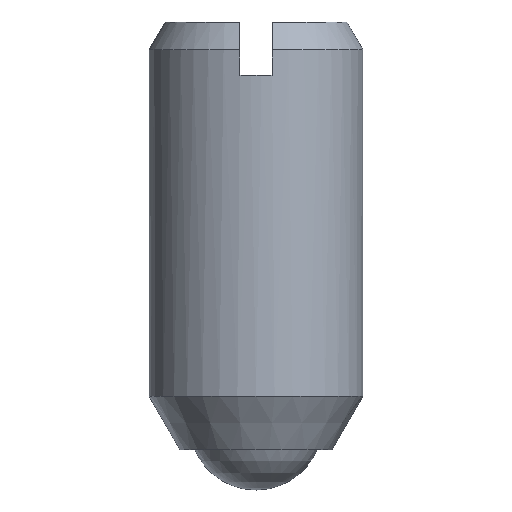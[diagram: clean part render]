
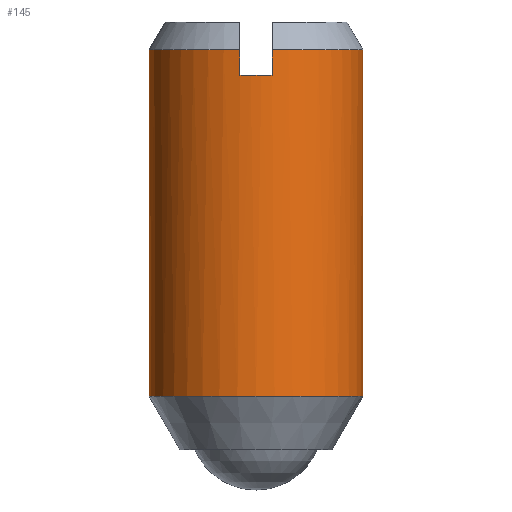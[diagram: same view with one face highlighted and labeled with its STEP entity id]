
A CAD part, front view. The second image highlights one B-rep face of the part: STEP entity #145.
In plain terms, the highlighted cylindrical face has radius 4 mm (diameter 8 mm), a partial arc.
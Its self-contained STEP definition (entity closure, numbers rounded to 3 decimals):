
#111=EDGE_CURVE('',#147,#127,#279,.T.);
#115=VERTEX_POINT('',#283);
#117=VERTEX_POINT('',#285);
#121=EDGE_CURVE('',#115,#117,#290,.T.);
#127=VERTEX_POINT('',#296);
#137=EDGE_CURVE('',#187,#147,#307,.T.);
#143=VERTEX_POINT('',#313);
#145=ADVANCED_FACE('',(#315),#316,.T.);
#147=VERTEX_POINT('',#318);
#157=VERTEX_POINT('',#330);
#165=EDGE_CURVE('',#143,#157,#339,.T.);
#169=EDGE_CURVE('',#187,#231,#344,.T.);
#187=VERTEX_POINT('',#363);
#195=EDGE_CURVE('',#143,#115,#371,.T.);
#213=EDGE_CURVE('',#231,#157,#390,.T.);
#231=VERTEX_POINT('',#412);
#241=EDGE_CURVE('',#127,#117,#424,.T.);
#279=CIRCLE('',#456,4.);
#283=CARTESIAN_POINT('',(-4.,0.,16.461));
#285=CARTESIAN_POINT('',(-0.6,-3.955,16.461));
#290=CIRCLE('',#468,4.);
#296=CARTESIAN_POINT('',(-0.6,-3.955,15.5));
#307=LINE('',#502,#503);
#313=CARTESIAN_POINT('',(-4.,0.,3.5));
#315=FACE_OUTER_BOUND('',#511,.T.);
#316=CYLINDRICAL_SURFACE('',#512,4.);
#318=CARTESIAN_POINT('',(0.6,-3.955,15.5));
#330=CARTESIAN_POINT('',(4.,0.,3.5));
#339=CIRCLE('',#539,4.);
#344=CIRCLE('',#545,4.);
#363=CARTESIAN_POINT('',(0.6,-3.955,16.461));
#371=LINE('',#589,#590);
#390=LINE('',#623,#624);
#412=CARTESIAN_POINT('',(4.,0.,16.461));
#424=LINE('',#673,#674);
#456=AXIS2_PLACEMENT_3D('',#704,#705,#706);
#468=AXIS2_PLACEMENT_3D('',#717,#718,#719);
#502=CARTESIAN_POINT('',(0.6,-3.955,9.98));
#503=VECTOR('',#731,1.0);
#511=EDGE_LOOP('',(#737,#738,#739,#740,#741,#742,#743,#744));
#512=AXIS2_PLACEMENT_3D('',#745,#746,#747);
#539=AXIS2_PLACEMENT_3D('',#774,#775,#776);
#545=AXIS2_PLACEMENT_3D('',#783,#784,#785);
#589=CARTESIAN_POINT('',(-4.,0.,9.98));
#590=VECTOR('',#807,1.0);
#623=CARTESIAN_POINT('',(4.,0.,9.98));
#624=VECTOR('',#825,1.0);
#673=CARTESIAN_POINT('',(-0.6,-3.955,9.98));
#674=VECTOR('',#884,1.0);
#704=CARTESIAN_POINT('',(0.0,0.,15.5));
#705=DIRECTION('',(0.0,0.,-1.0));
#706=DIRECTION('',(-1.0,0.,0.));
#717=CARTESIAN_POINT('',(0.0,0.,16.461));
#718=DIRECTION('',(0.0,0.0,1.0));
#719=DIRECTION('',(-1.0,0.,0.0));
#731=DIRECTION('',(0.0,0.0,-1.0));
#737=ORIENTED_EDGE('',*,*,#195,.F.);
#738=ORIENTED_EDGE('',*,*,#165,.T.);
#739=ORIENTED_EDGE('',*,*,#213,.F.);
#740=ORIENTED_EDGE('',*,*,#169,.F.);
#741=ORIENTED_EDGE('',*,*,#137,.T.);
#742=ORIENTED_EDGE('',*,*,#111,.T.);
#743=ORIENTED_EDGE('',*,*,#241,.T.);
#744=ORIENTED_EDGE('',*,*,#121,.F.);
#745=CARTESIAN_POINT('',(0.0,0.,9.98));
#746=DIRECTION('',(-0.0,-0.0,-1.0));
#747=DIRECTION('',(-1.0,0.,0.0));
#774=CARTESIAN_POINT('',(0.0,0.,3.5));
#775=DIRECTION('',(0.0,0.0,1.0));
#776=DIRECTION('',(-1.0,0.,0.0));
#783=CARTESIAN_POINT('',(0.0,0.,16.461));
#784=DIRECTION('',(0.0,0.0,1.0));
#785=DIRECTION('',(-1.0,0.,0.0));
#807=DIRECTION('',(0.0,0.0,1.0));
#825=DIRECTION('',(-0.0,-0.0,-1.0));
#884=DIRECTION('',(0.0,0.0,1.0));
